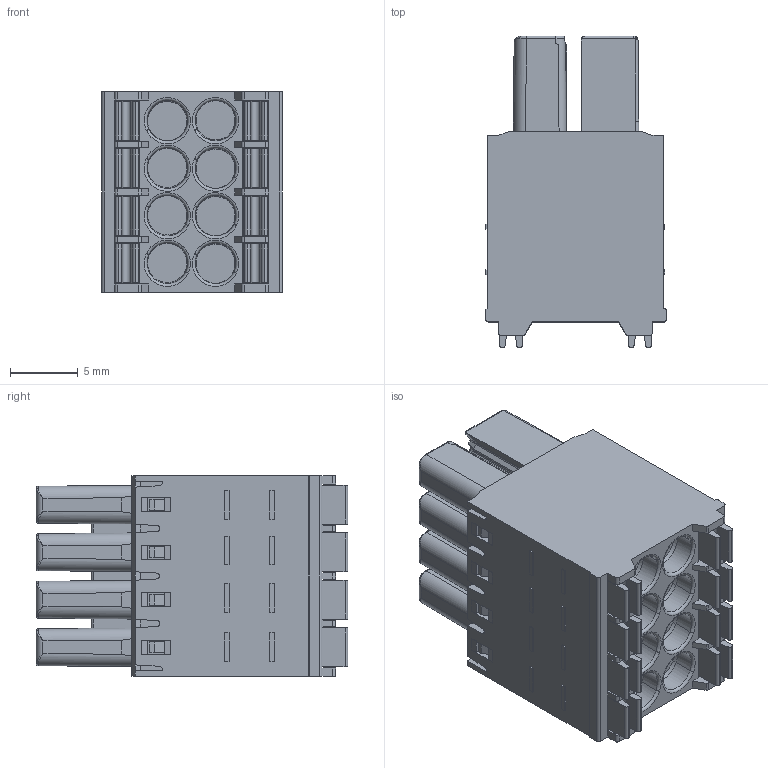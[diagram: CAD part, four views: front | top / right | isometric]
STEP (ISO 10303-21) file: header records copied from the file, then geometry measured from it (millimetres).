
FILE_DESCRIPTION((''),'2;1');
FILE_NAME('TLPSD-010-1','2024-09-25T14:57:53',('sheji109'),(''),'CREO PARAMETRIC BY PTC INC, 2018100','CREO PARAMETRIC BY PTC INC, 2018100','');
FILE_SCHEMA(('CONFIG_CONTROL_DESIGN'));
Length unit declared in the file: millimetre
Products named in the file (1): TLPSD-010-1
Bounding box: 13.31 x 22.95 x 14.8 mm (x, y, z)
Volume: 3200.2 mm3; surface area: 2514.5 mm2
Topology: 1 solids, 1 shells, 941 faces, 2478 edges, 1597 vertices
Faces by surface type: plane 570, cylinder 219, bspline 80, cone 40, torus 32
Entity records: 32629 total; most frequent: CARTESIAN_POINT 10193, ORIENTED_EDGE 4956, DIRECTION 4137, EDGE_CURVE 2478, VECTOR 1671, LINE 1671, VERTEX_POINT 1597, AXIS2_PLACEMENT_3D 1233
